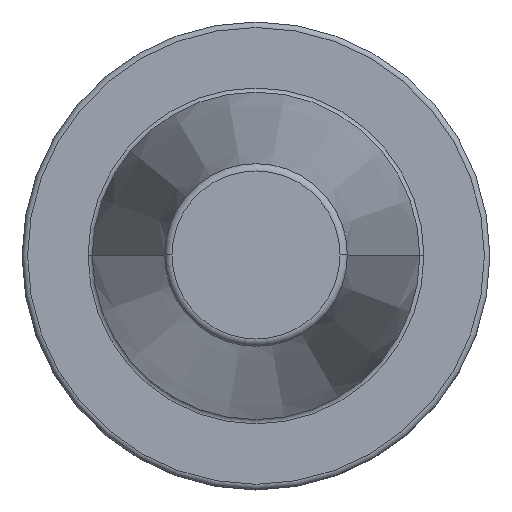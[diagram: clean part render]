
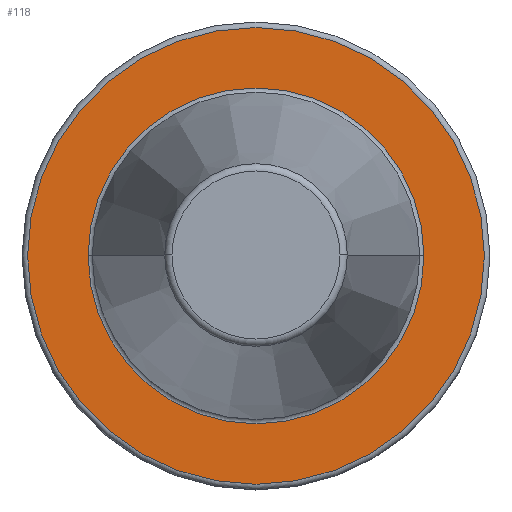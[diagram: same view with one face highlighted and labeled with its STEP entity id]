
A CAD part, top view. The second image highlights one B-rep face of the part: STEP entity #118.
In plain terms, the highlighted planar face has unit normal (0, 0, 1).
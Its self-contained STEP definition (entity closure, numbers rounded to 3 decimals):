
#87=PLANE('',#1001);
#106=FACE_BOUND('',#250,.T.);
#107=FACE_BOUND('',#251,.T.);
#118=ADVANCED_FACE('',(#106,#107),#87,.T.);
#250=EDGE_LOOP('',(#382));
#251=EDGE_LOOP('',(#383,#384));
#317=CIRCLE('',#998,31.);
#318=CIRCLE('',#999,22.79);
#319=CIRCLE('',#1000,22.79);
#382=ORIENTED_EDGE('',*,*,#735,.T.);
#383=ORIENTED_EDGE('',*,*,#736,.F.);
#384=ORIENTED_EDGE('',*,*,#737,.F.);
#650=VERTEX_POINT('',#1430);
#651=VERTEX_POINT('',#1432);
#652=VERTEX_POINT('',#1433);
#735=EDGE_CURVE('',#650,#650,#317,.T.);
#736=EDGE_CURVE('',#651,#652,#318,.T.);
#737=EDGE_CURVE('',#652,#651,#319,.T.);
#998=AXIS2_PLACEMENT_3D('',#1429,#1135,#1136);
#999=AXIS2_PLACEMENT_3D('',#1431,#1137,#1138);
#1000=AXIS2_PLACEMENT_3D('',#1434,#1139,#1140);
#1001=AXIS2_PLACEMENT_3D('',#1435,#1141,#1142);
#1135=DIRECTION('',(0.,0.,1.));
#1136=DIRECTION('',(1.,0.,0.));
#1137=DIRECTION('',(0.,0.,1.));
#1138=DIRECTION('',(1.,0.,0.));
#1139=DIRECTION('',(0.,0.,1.));
#1140=DIRECTION('',(1.,0.,0.));
#1141=DIRECTION('',(0.,0.,1.));
#1142=DIRECTION('',(-1.,0.,0.));
#1429=CARTESIAN_POINT('',(0.,0.,-3.2));
#1430=CARTESIAN_POINT('',(31.,0.,-3.2));
#1431=CARTESIAN_POINT('',(0.,0.,-3.2));
#1432=CARTESIAN_POINT('',(22.79,0.,-3.2));
#1433=CARTESIAN_POINT('',(-22.79,0.,-3.2));
#1434=CARTESIAN_POINT('',(0.,0.,-3.2));
#1435=CARTESIAN_POINT('',(0.,22.79,-3.2));
